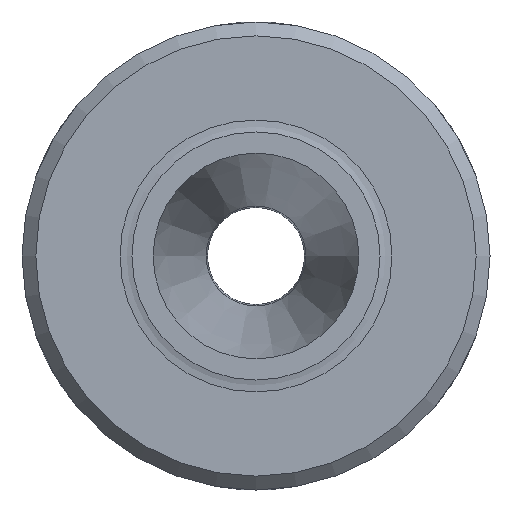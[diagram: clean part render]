
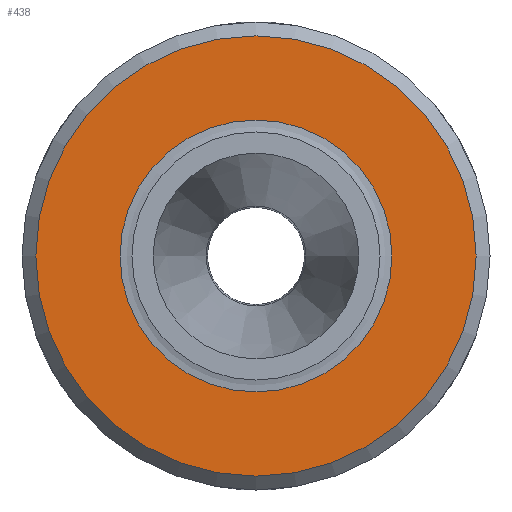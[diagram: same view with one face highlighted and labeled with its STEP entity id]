
A CAD part, front view. The second image highlights one B-rep face of the part: STEP entity #438.
In plain terms, the highlighted planar face has unit normal (0, -1, 0).
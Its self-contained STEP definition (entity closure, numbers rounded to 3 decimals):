
#33=FACE_BOUND('',#97,.T.);
#44=PLANE('',#487);
#66=FACE_OUTER_BOUND('',#96,.T.);
#96=EDGE_LOOP('',(#317));
#97=EDGE_LOOP('',(#318));
#161=CIRCLE('',#481,15.9);
#166=CIRCLE('',#488,9.821);
#199=VERTEX_POINT('',#701);
#204=VERTEX_POINT('',#715);
#243=EDGE_CURVE('',#199,#199,#161,.T.);
#250=EDGE_CURVE('',#204,#204,#166,.T.);
#317=ORIENTED_EDGE('',*,*,#243,.F.);
#318=ORIENTED_EDGE('',*,*,#250,.F.);
#438=ADVANCED_FACE('',(#66,#33),#44,.T.);
#481=AXIS2_PLACEMENT_3D('',#702,#552,#553);
#487=AXIS2_PLACEMENT_3D('',#714,#566,#567);
#488=AXIS2_PLACEMENT_3D('',#716,#568,#569);
#552=DIRECTION('center_axis',(0.,1.,0.));
#553=DIRECTION('ref_axis',(-1.,0.,0.));
#566=DIRECTION('center_axis',(0.,-1.,0.));
#567=DIRECTION('ref_axis',(0.,0.,-1.));
#568=DIRECTION('center_axis',(0.,-1.,0.));
#569=DIRECTION('ref_axis',(1.,0.,0.));
#701=CARTESIAN_POINT('',(15.9,13.38,0.));
#702=CARTESIAN_POINT('Origin',(0.,13.38,0.));
#714=CARTESIAN_POINT('Origin',(9.821,13.38,0.));
#715=CARTESIAN_POINT('',(0.,13.38,9.821));
#716=CARTESIAN_POINT('Origin',(0.,13.38,0.));
